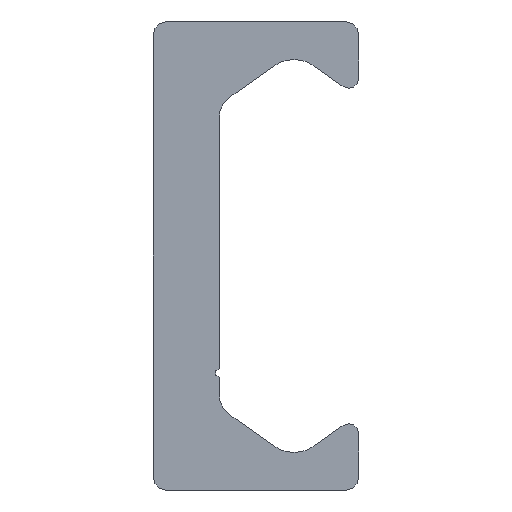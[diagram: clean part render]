
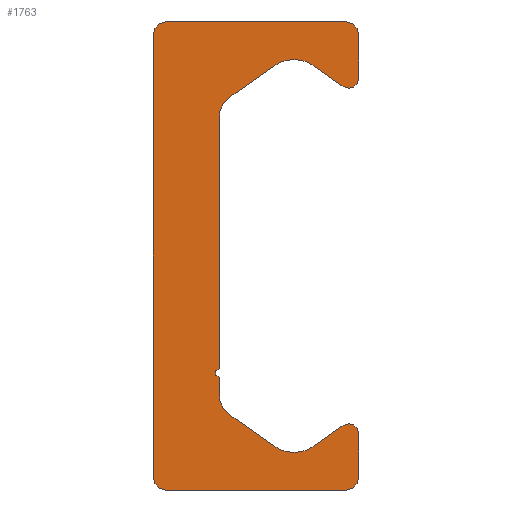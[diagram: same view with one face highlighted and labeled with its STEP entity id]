
A CAD part, left-side view. The second image highlights one B-rep face of the part: STEP entity #1763.
In plain terms, the highlighted planar face has unit normal (-1, 0, 0).
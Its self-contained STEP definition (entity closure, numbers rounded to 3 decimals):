
#968=CARTESIAN_POINT('',(0.0,5.4,-14.));
#969=VERTEX_POINT('',#968);
#976=CARTESIAN_POINT('',(0.0,6.15,-13.25));
#977=VERTEX_POINT('',#976);
#978=CARTESIAN_POINT('',(0.0,5.4,-13.25));
#979=DIRECTION('',(1.0,0.0,0.0));
#980=DIRECTION('',(0.0,0.0,-1.0));
#981=AXIS2_PLACEMENT_3D('',#978,#979,#980);
#982=CIRCLE('',#981,0.75);
#983=EDGE_CURVE('',#969,#977,#982,.T.);
#1007=CARTESIAN_POINT('',(0.0,-5.4,-14.));
#1008=VERTEX_POINT('',#1007);
#1015=CARTESIAN_POINT('',(0.0,-5.4,-14.));
#1016=DIRECTION('',(0.0,1.0,0.0));
#1017=VECTOR('',#1016,10.8);
#1018=LINE('',#1015,#1017);
#1019=EDGE_CURVE('',#1008,#969,#1018,.T.);
#1039=CARTESIAN_POINT('',(0.0,-6.15,-13.25));
#1040=VERTEX_POINT('',#1039);
#1047=CARTESIAN_POINT('',(0.0,-5.4,-13.25));
#1048=DIRECTION('',(1.0,0.0,0.0));
#1049=DIRECTION('',(0.0,-1.0,0.0));
#1050=AXIS2_PLACEMENT_3D('',#1047,#1048,#1049);
#1051=CIRCLE('',#1050,0.75);
#1052=EDGE_CURVE('',#1040,#1008,#1051,.T.);
#1071=CARTESIAN_POINT('',(0.0,-6.15,-10.63));
#1072=VERTEX_POINT('',#1071);
#1079=CARTESIAN_POINT('',(0.0,-6.15,-10.63));
#1080=DIRECTION('',(0.0,0.0,-1.0));
#1081=VECTOR('',#1080,2.62);
#1082=LINE('',#1079,#1081);
#1083=EDGE_CURVE('',#1072,#1040,#1082,.T.);
#1103=CARTESIAN_POINT('',(0.0,-5.206,-10.139));
#1104=VERTEX_POINT('',#1103);
#1111=CARTESIAN_POINT('',(0.0,-5.55,-10.63));
#1112=DIRECTION('',(1.0,0.0,0.0));
#1113=DIRECTION('',(0.0,0.574,0.819));
#1114=AXIS2_PLACEMENT_3D('',#1111,#1112,#1113);
#1115=CIRCLE('',#1114,0.6);
#1116=EDGE_CURVE('',#1104,#1072,#1115,.T.);
#1135=CARTESIAN_POINT('',(0.0,-3.417,-11.391));
#1136=VERTEX_POINT('',#1135);
#1143=CARTESIAN_POINT('',(0.0,-3.417,-11.391));
#1144=DIRECTION('',(0.0,-0.819,0.574));
#1145=VECTOR('',#1144,2.184);
#1146=LINE('',#1143,#1145);
#1147=EDGE_CURVE('',#1136,#1104,#1146,.T.);
#1167=CARTESIAN_POINT('',(0.0,-1.123,-11.391));
#1168=VERTEX_POINT('',#1167);
#1175=CARTESIAN_POINT('',(0.0,-2.27,-9.753));
#1176=DIRECTION('',(-1.0,0.0,0.0));
#1177=DIRECTION('',(0.0,0.574,0.819));
#1178=AXIS2_PLACEMENT_3D('',#1175,#1176,#1177);
#1179=CIRCLE('',#1178,2.0);
#1180=EDGE_CURVE('',#1168,#1136,#1179,.T.);
#1199=CARTESIAN_POINT('',(0.0,1.56,-9.512));
#1200=VERTEX_POINT('',#1199);
#1207=CARTESIAN_POINT('',(0.0,1.56,-9.512));
#1208=DIRECTION('',(0.0,-0.819,-0.574));
#1209=VECTOR('',#1208,3.276);
#1210=LINE('',#1207,#1209);
#1211=EDGE_CURVE('',#1200,#1168,#1210,.T.);
#1231=CARTESIAN_POINT('',(0.0,2.2,-8.283));
#1232=VERTEX_POINT('',#1231);
#1239=CARTESIAN_POINT('',(0.0,0.7,-8.283));
#1240=DIRECTION('',(-1.0,0.0,0.0));
#1241=DIRECTION('',(0.0,-0.574,0.819));
#1242=AXIS2_PLACEMENT_3D('',#1239,#1240,#1241);
#1243=CIRCLE('',#1242,1.5);
#1244=EDGE_CURVE('',#1232,#1200,#1243,.T.);
#1263=CARTESIAN_POINT('',(0.0,2.2,-7.25));
#1264=VERTEX_POINT('',#1263);
#1271=CARTESIAN_POINT('',(0.0,2.2,-7.25));
#1272=DIRECTION('',(0.0,0.0,-1.0));
#1273=VECTOR('',#1272,1.033);
#1274=LINE('',#1271,#1273);
#1275=EDGE_CURVE('',#1264,#1232,#1274,.T.);
#1295=CARTESIAN_POINT('',(0.0,2.2,-6.75));
#1296=VERTEX_POINT('',#1295);
#1303=CARTESIAN_POINT('',(0.0,2.2,-7.));
#1304=DIRECTION('',(-1.0,0.0,0.0));
#1305=DIRECTION('',(0.0,0.0,1.0));
#1306=AXIS2_PLACEMENT_3D('',#1303,#1304,#1305);
#1307=CIRCLE('',#1306,0.25);
#1308=EDGE_CURVE('',#1296,#1264,#1307,.T.);
#1327=CARTESIAN_POINT('',(0.0,2.2,8.283));
#1328=VERTEX_POINT('',#1327);
#1335=CARTESIAN_POINT('',(0.0,2.2,8.283));
#1336=DIRECTION('',(0.0,0.0,-1.0));
#1337=VECTOR('',#1336,15.033);
#1338=LINE('',#1335,#1337);
#1339=EDGE_CURVE('',#1328,#1296,#1338,.T.);
#1398=CARTESIAN_POINT('',(0.0,1.56,9.512));
#1399=VERTEX_POINT('',#1398);
#1406=CARTESIAN_POINT('',(0.0,0.7,8.283));
#1407=DIRECTION('',(-1.0,0.0,0.0));
#1408=DIRECTION('',(0.0,-1.0,0.0));
#1409=AXIS2_PLACEMENT_3D('',#1406,#1407,#1408);
#1410=CIRCLE('',#1409,1.5);
#1411=EDGE_CURVE('',#1399,#1328,#1410,.T.);
#1430=CARTESIAN_POINT('',(0.0,-1.123,11.391));
#1431=VERTEX_POINT('',#1430);
#1438=CARTESIAN_POINT('',(0.0,-1.123,11.391));
#1439=DIRECTION('',(0.0,0.819,-0.574));
#1440=VECTOR('',#1439,3.276);
#1441=LINE('',#1438,#1440);
#1442=EDGE_CURVE('',#1431,#1399,#1441,.T.);
#1462=CARTESIAN_POINT('',(0.0,-3.417,11.391));
#1463=VERTEX_POINT('',#1462);
#1470=CARTESIAN_POINT('',(0.0,-2.27,9.753));
#1471=DIRECTION('',(-1.0,0.0,0.0));
#1472=DIRECTION('',(0.0,-0.574,-0.819));
#1473=AXIS2_PLACEMENT_3D('',#1470,#1471,#1472);
#1474=CIRCLE('',#1473,2.0);
#1475=EDGE_CURVE('',#1463,#1431,#1474,.T.);
#1494=CARTESIAN_POINT('',(0.0,-5.206,10.139));
#1495=VERTEX_POINT('',#1494);
#1502=CARTESIAN_POINT('',(0.0,-5.206,10.139));
#1503=DIRECTION('',(0.0,0.819,0.574));
#1504=VECTOR('',#1503,2.184);
#1505=LINE('',#1502,#1504);
#1506=EDGE_CURVE('',#1495,#1463,#1505,.T.);
#1526=CARTESIAN_POINT('',(0.0,-6.15,10.63));
#1527=VERTEX_POINT('',#1526);
#1534=CARTESIAN_POINT('',(0.0,-5.55,10.63));
#1535=DIRECTION('',(1.0,0.0,0.0));
#1536=DIRECTION('',(0.0,-1.0,0.0));
#1537=AXIS2_PLACEMENT_3D('',#1534,#1535,#1536);
#1538=CIRCLE('',#1537,0.6);
#1539=EDGE_CURVE('',#1527,#1495,#1538,.T.);
#1558=CARTESIAN_POINT('',(0.0,-6.15,13.25));
#1559=VERTEX_POINT('',#1558);
#1566=CARTESIAN_POINT('',(0.0,-6.15,13.25));
#1567=DIRECTION('',(0.0,0.0,-1.0));
#1568=VECTOR('',#1567,2.62);
#1569=LINE('',#1566,#1568);
#1570=EDGE_CURVE('',#1559,#1527,#1569,.T.);
#1590=CARTESIAN_POINT('',(0.0,-5.4,14.));
#1591=VERTEX_POINT('',#1590);
#1598=CARTESIAN_POINT('',(0.0,-5.4,13.25));
#1599=DIRECTION('',(1.0,0.0,0.0));
#1600=DIRECTION('',(0.0,0.0,1.0));
#1601=AXIS2_PLACEMENT_3D('',#1598,#1599,#1600);
#1602=CIRCLE('',#1601,0.75);
#1603=EDGE_CURVE('',#1591,#1559,#1602,.T.);
#1622=CARTESIAN_POINT('',(0.0,5.4,14.));
#1623=VERTEX_POINT('',#1622);
#1630=CARTESIAN_POINT('',(0.0,5.4,14.));
#1631=DIRECTION('',(0.0,-1.0,0.0));
#1632=VECTOR('',#1631,10.8);
#1633=LINE('',#1630,#1632);
#1634=EDGE_CURVE('',#1623,#1591,#1633,.T.);
#1654=CARTESIAN_POINT('',(0.0,6.15,13.25));
#1655=VERTEX_POINT('',#1654);
#1662=CARTESIAN_POINT('',(0.0,5.4,13.25));
#1663=DIRECTION('',(1.0,0.0,0.0));
#1664=DIRECTION('',(0.0,1.0,0.0));
#1665=AXIS2_PLACEMENT_3D('',#1662,#1663,#1664);
#1666=CIRCLE('',#1665,0.75);
#1667=EDGE_CURVE('',#1655,#1623,#1666,.T.);
#1685=CARTESIAN_POINT('',(0.0,6.15,-13.25));
#1686=DIRECTION('',(0.0,0.0,1.0));
#1687=VECTOR('',#1686,26.5);
#1688=LINE('',#1685,#1687);
#1689=EDGE_CURVE('',#977,#1655,#1688,.T.);
#1734=CARTESIAN_POINT('',(0.0,1.352,-0.021));
#1735=DIRECTION('',(1.0,0.0,0.0));
#1736=DIRECTION('',(0.0,0.0,-1.0));
#1737=AXIS2_PLACEMENT_3D('',#1734,#1735,#1736);
#1738=PLANE('',#1737);
#1739=ORIENTED_EDGE('',*,*,#1689,.F.);
#1740=ORIENTED_EDGE('',*,*,#983,.F.);
#1741=ORIENTED_EDGE('',*,*,#1019,.F.);
#1742=ORIENTED_EDGE('',*,*,#1052,.F.);
#1743=ORIENTED_EDGE('',*,*,#1083,.F.);
#1744=ORIENTED_EDGE('',*,*,#1116,.F.);
#1745=ORIENTED_EDGE('',*,*,#1147,.F.);
#1746=ORIENTED_EDGE('',*,*,#1180,.F.);
#1747=ORIENTED_EDGE('',*,*,#1211,.F.);
#1748=ORIENTED_EDGE('',*,*,#1244,.F.);
#1749=ORIENTED_EDGE('',*,*,#1275,.F.);
#1750=ORIENTED_EDGE('',*,*,#1308,.F.);
#1751=ORIENTED_EDGE('',*,*,#1339,.F.);
#1752=ORIENTED_EDGE('',*,*,#1411,.F.);
#1753=ORIENTED_EDGE('',*,*,#1442,.F.);
#1754=ORIENTED_EDGE('',*,*,#1475,.F.);
#1755=ORIENTED_EDGE('',*,*,#1506,.F.);
#1756=ORIENTED_EDGE('',*,*,#1539,.F.);
#1757=ORIENTED_EDGE('',*,*,#1570,.F.);
#1758=ORIENTED_EDGE('',*,*,#1603,.F.);
#1759=ORIENTED_EDGE('',*,*,#1634,.F.);
#1760=ORIENTED_EDGE('',*,*,#1667,.F.);
#1761=EDGE_LOOP('',(#1739,#1740,#1741,#1742,#1743,#1744,#1745,#1746,#1747,#1748,#1749,#1750,#1751,#1752,#1753,#1754,#1755,#1756,#1757,#1758,#1759,#1760));
#1762=FACE_OUTER_BOUND('',#1761,.T.);
#1763=ADVANCED_FACE('',(#1762),#1738,.F.);
